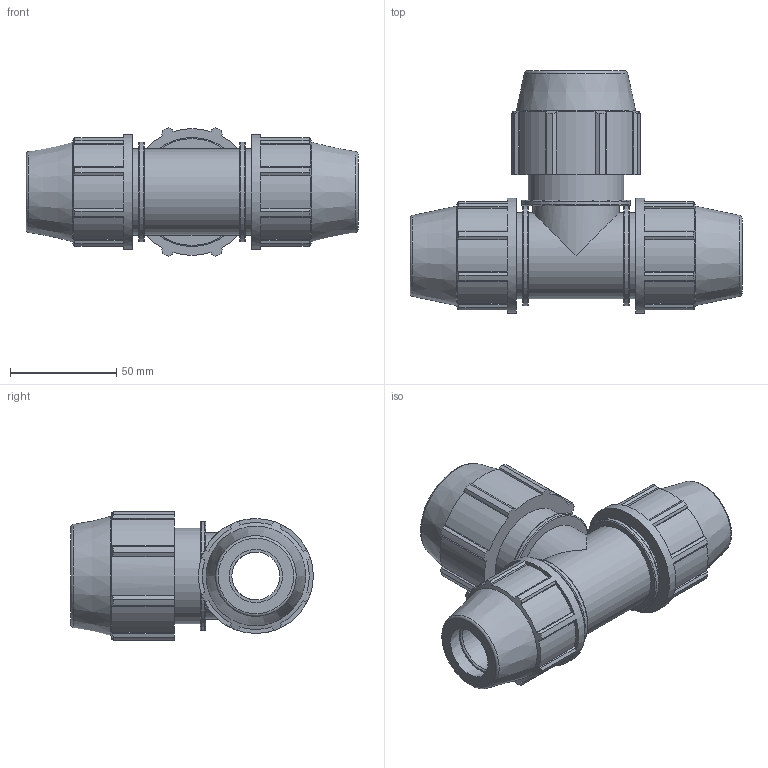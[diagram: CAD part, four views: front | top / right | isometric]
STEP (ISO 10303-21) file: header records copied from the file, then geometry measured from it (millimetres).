
FILE_DESCRIPTION(/* description */ (''),/* implementation_level */ '2;1');
FILE_NAME(/* name */ '077400025032__0774060320250A.ipt.stp',/* time_stamp */ '2017-06-06T17:17:11+03:00',/* author */ ('KIM'),/* organization */ (''),/* preprocessor_version */ 'ST-DEVELOPER v15.6',/* originating_system */ 'Autodesk Inventor 2015',/* authorisation */ '');
FILE_SCHEMA (('AUTOMOTIVE_DESIGN { 1 0 10303 214 3 1 1 }'));
Length unit declared in the file: millimetre
Products named in the file (1): 077400025032__0774060320250A
Bounding box: 156 x 114 x 60.22 mm (x, y, z)
Volume: 277266.3 mm3; surface area: 64127.4 mm2
Topology: 1 solids, 1 shells, 198 faces, 537 edges, 355 vertices
Faces by surface type: plane 130, cylinder 47, cone 12, torus 9
Full cylindrical faces by diameter (mm): 22.5 x2, 25 x2, 32 x1, 40.5 x4, 44.8 x1, 46.98 x2, 51.2 x1, 54 x2
Entity records: 6121 total; most frequent: CARTESIAN_POINT 1123, DIRECTION 986, ORIENTED_EDGE 972, EDGE_CURVE 486, AXIS2_PLACEMENT_3D 349, VERTEX_POINT 342, LINE 288, VECTOR 288
